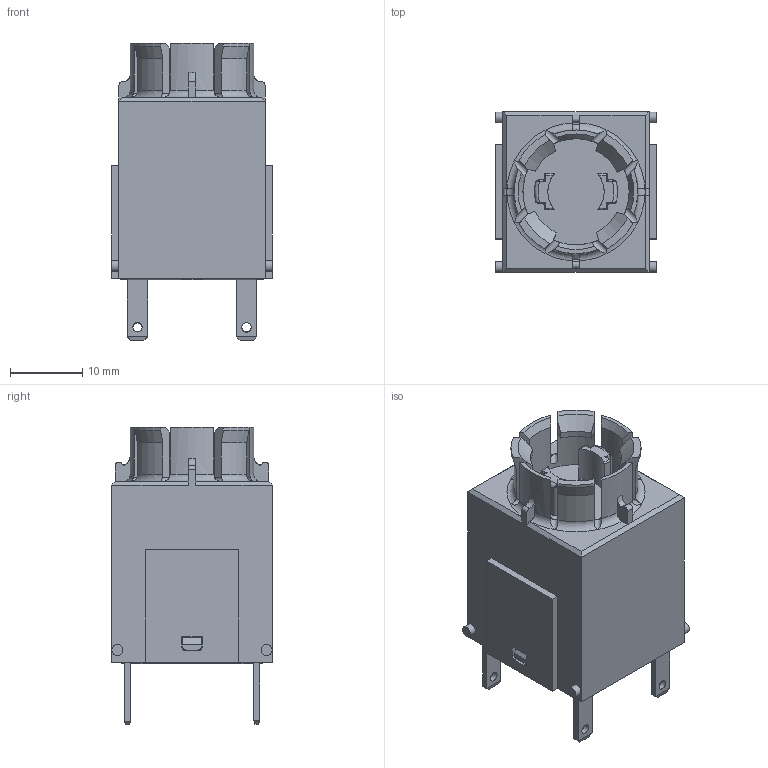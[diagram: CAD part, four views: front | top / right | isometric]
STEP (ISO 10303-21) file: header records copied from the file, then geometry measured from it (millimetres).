
FILE_DESCRIPTION(/* description */ (''),/* implementation_level */ '2;1');
FILE_NAME(/* name */ 'AF_ipt.stp',/* time_stamp */ '2019-02-22T12:23:56+01:00',/* author */ ('ahoffmann'),/* organization */ (''),/* preprocessor_version */ 'ST-DEVELOPER v16.1',/* originating_system */ 'Autodesk Inventor 2016',/* authorisation */ '');
FILE_SCHEMA (('AUTOMOTIVE_DESIGN { 1 0 10303 214 3 1 1 }'));
Length unit declared in the file: centimetre
Products named in the file (1): AF_vereinfacht
Bounding box: 22.2 x 22.2 x 41.12 mm (x, y, z)
Volume: 12114.1 mm3; surface area: 5061.6 mm2
Topology: 1 solids, 1 shells, 720 faces, 2003 edges, 1298 vertices
Faces by surface type: plane 583, cylinder 79, torus 24, cone 16, bspline 14, sphere 4
Full cylindrical faces by diameter (mm): 1.3 x4, 1.5 x4, 14.7 x1
Entity records: 24170 total; most frequent: CARTESIAN_POINT 5233, ORIENTED_EDGE 3962, DIRECTION 3456, EDGE_CURVE 1981, LINE 1664, VECTOR 1664, VERTEX_POINT 1297, AXIS2_PLACEMENT_3D 896
